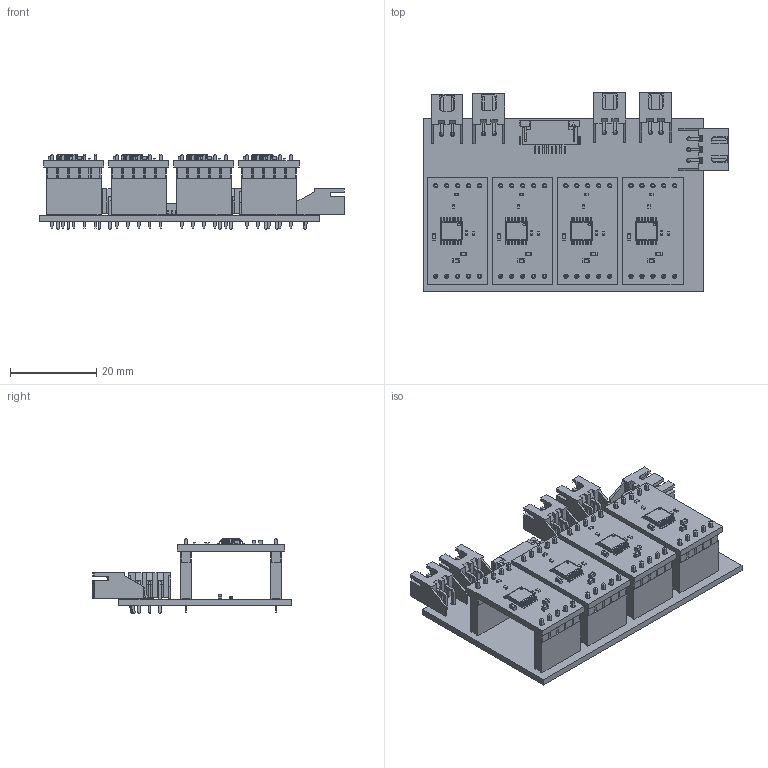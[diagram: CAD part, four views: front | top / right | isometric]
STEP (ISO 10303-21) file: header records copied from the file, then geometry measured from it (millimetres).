
FILE_DESCRIPTION(('KiCad electronic assembly'),'2;1');
FILE_NAME('Motor Driver V1.2.step','2025-07-22T10:48:26',('Pcbnew'),( 'Kicad'),'Open CASCADE STEP processor 7.8','KiCad to STEP converter' ,'Unknown');
FILE_SCHEMA(('AUTOMOTIVE_DESIGN { 1 0 10303 214 1 1 1 1 }'));
Length unit declared in the file: millimetre
Products named in the file (14): Motor Driver V1.2 1; JST_XH_S2B-XH-A_1x02_P2.50mm_Horizontal; PinSocket_1x05_P2.54mm_Vertical; Motor Driver DRV8874 V2; R_0402_1005Metric; DRV8874PWPR; C_0603_1608Metric; PinHeader_1x05_P2.54mm_Vertical; Motor Driver DRV8874 V1_PCB; R_0603_1608Metric; JST_XH_S3B-XH-A_1x03_P2.50mm_Horizontal; 522070860; LED_0603_1608Metric; Motor Driver V1.1_PCB
Assembly tree (32 placements, depth 3):
  Motor Driver V1.2 1
    JST_XH_S2B-XH-A_1x02_P2.50mm_Horizontal  x4
    PinSocket_1x05_P2.54mm_Vertical  x8
    Motor Driver DRV8874 V2  x4
      R_0402_1005Metric
      DRV8874PWPR
      C_0603_1608Metric
      PinHeader_1x05_P2.54mm_Vertical
      Motor Driver DRV8874 V1_PCB
    R_0603_1608Metric
    JST_XH_S3B-XH-A_1x03_P2.50mm_Horizontal
    522070860
    LED_0603_1608Metric
    Motor Driver V1.1_PCB
Bounding box: 70.75 x 46.1 x 17.41 mm (x, y, z)
Volume: 10016.5 mm3; surface area: 18426.4 mm2
Topology: 133 solids, 133 shells, 5164 faces, 13316 edges, 8592 vertices
Faces by surface type: plane 4321, cylinder 779, cone 32, bspline 32
Full cylindrical faces by diameter (mm): 0.95 x3, 1 x88
Entity records: 49467 total; most frequent: CARTESIAN_POINT 8921, ORIENTED_EDGE 7290, DIRECTION 6835, EDGE_CURVE 3645, LINE 3167, VECTOR 3167, VERTEX_POINT 2376, AXIS2_PLACEMENT_3D 1834
